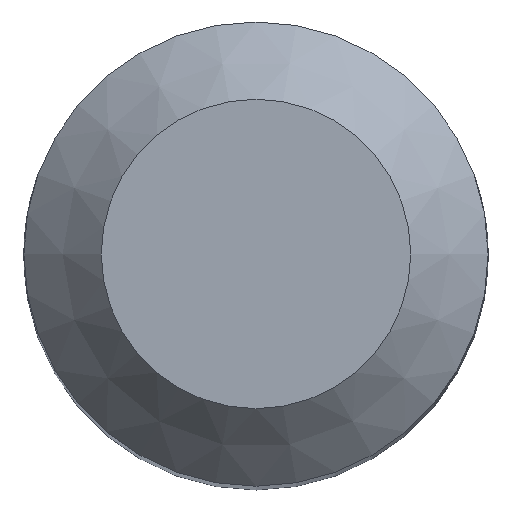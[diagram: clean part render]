
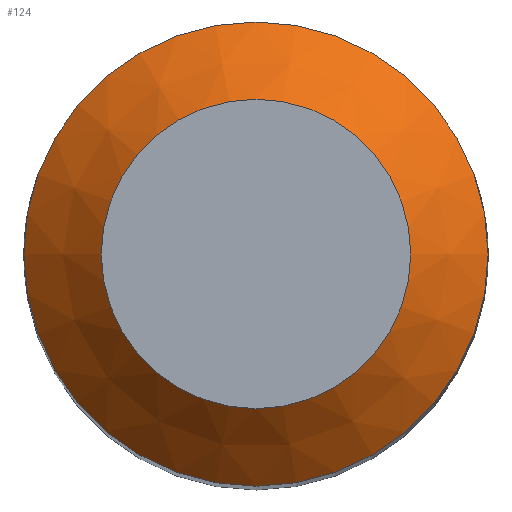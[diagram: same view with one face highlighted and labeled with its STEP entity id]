
A CAD part, top view. The second image highlights one B-rep face of the part: STEP entity #124.
In plain terms, the highlighted conical face has half-angle 45 degrees and reference radius 5 mm.
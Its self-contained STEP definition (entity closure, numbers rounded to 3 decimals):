
#21=CIRCLE('',#155,6.);
#22=CIRCLE('',#156,6.);
#23=CIRCLE('',#159,4.);
#25=CONICAL_SURFACE('',#158,5.,0.785);
#30=FACE_OUTER_BOUND('',#37,.T.);
#37=EDGE_LOOP('',(#112,#113,#114,#115,#116));
#43=LINE('',#296,#48);
#48=VECTOR('',#189,5.);
#64=VERTEX_POINT('',#286);
#65=VERTEX_POINT('',#287);
#66=VERTEX_POINT('',#294);
#78=EDGE_CURVE('',#64,#65,#21,.T.);
#79=EDGE_CURVE('',#65,#64,#22,.T.);
#82=EDGE_CURVE('',#66,#66,#23,.T.);
#83=EDGE_CURVE('',#66,#64,#43,.T.);
#112=ORIENTED_EDGE('',*,*,#82,.T.);
#113=ORIENTED_EDGE('',*,*,#83,.T.);
#114=ORIENTED_EDGE('',*,*,#78,.T.);
#115=ORIENTED_EDGE('',*,*,#79,.T.);
#116=ORIENTED_EDGE('',*,*,#83,.F.);
#124=ADVANCED_FACE('',(#30),#25,.T.);
#155=AXIS2_PLACEMENT_3D('',#288,#177,#178);
#156=AXIS2_PLACEMENT_3D('',#289,#179,#180);
#158=AXIS2_PLACEMENT_3D('',#293,#185,#186);
#159=AXIS2_PLACEMENT_3D('',#295,#187,#188);
#177=DIRECTION('center_axis',(0.,0.,1.));
#178=DIRECTION('ref_axis',(-1.,0.,0.));
#179=DIRECTION('center_axis',(0.,0.,1.));
#180=DIRECTION('ref_axis',(-1.,0.,0.));
#185=DIRECTION('center_axis',(0.,0.,-1.));
#186=DIRECTION('ref_axis',(-1.,0.,0.));
#187=DIRECTION('center_axis',(0.,0.,-1.));
#188=DIRECTION('ref_axis',(-1.,0.,0.));
#189=DIRECTION('',(0.707,0.,-0.707));
#286=CARTESIAN_POINT('',(6.,0.,58.));
#287=CARTESIAN_POINT('',(-6.,0.,58.));
#288=CARTESIAN_POINT('Origin',(0.,0.,58.));
#289=CARTESIAN_POINT('Origin',(0.,0.,58.));
#293=CARTESIAN_POINT('Origin',(0.,0.,59.));
#294=CARTESIAN_POINT('',(4.,0.,60.));
#295=CARTESIAN_POINT('Origin',(0.,0.,60.));
#296=CARTESIAN_POINT('',(5.,0.,59.));
